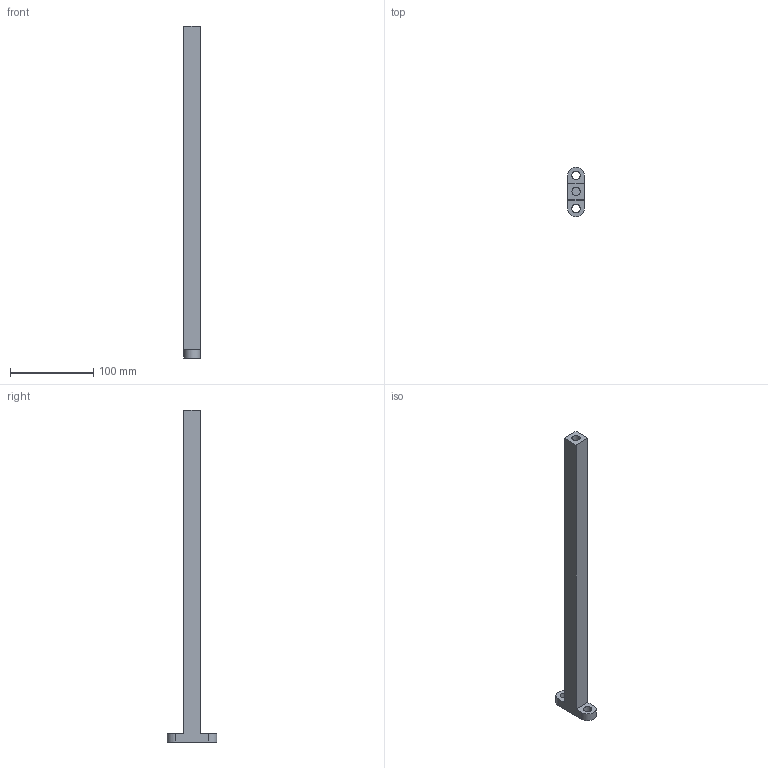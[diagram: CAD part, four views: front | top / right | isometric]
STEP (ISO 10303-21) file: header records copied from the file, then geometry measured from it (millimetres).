
FILE_DESCRIPTION(('CATIA V5 STEP Exchange'),'2;1');
FILE_NAME('Barre BTE.stp','2021-05-01T13:11:16+00:00',('none'),('none'),'CATIA Version 5 Release 19 GA (IN-10)','CATIA V5 STEP AP203','none');
FILE_SCHEMA(('CONFIG_CONTROL_DESIGN'));
Length unit declared in the file: millimetre
Products named in the file (1): Barre BTE
Bounding box: 20 x 60 x 400 mm (x, y, z)
Volume: 156899 mm3; surface area: 38400.5 mm2
Topology: 1 solids, 1 shells, 19 faces, 52 edges, 34 vertices
Faces by surface type: plane 9, cylinder 8, sphere 2
Entity records: 627 total; most frequent: CARTESIAN_POINT 129, ORIENTED_EDGE 100, DIRECTION 74, EDGE_CURVE 50, VERTEX_POINT 34, AXIS2_PLACEMENT_3D 32, VECTOR 29, LINE 29
